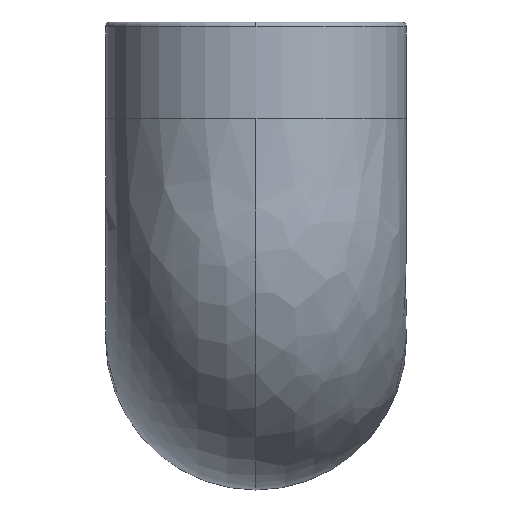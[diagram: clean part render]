
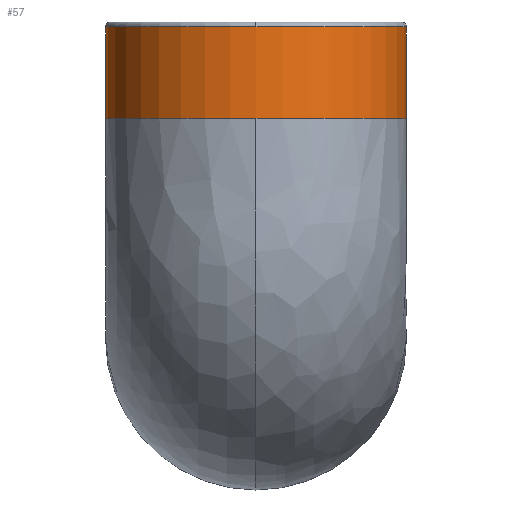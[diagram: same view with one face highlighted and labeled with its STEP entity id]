
A CAD part, top view. The second image highlights one B-rep face of the part: STEP entity #57.
In plain terms, the highlighted cylindrical face has radius 16 mm (diameter 32 mm), a partial arc.
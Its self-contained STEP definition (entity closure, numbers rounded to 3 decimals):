
#57=ADVANCED_FACE('',(#124),#125,.T.);
#124=FACE_OUTER_BOUND('',#655,.T.);
#125=CYLINDRICAL_SURFACE('',#656,16.0);
#655=EDGE_LOOP('',(#1200,#1201,#1202,#1203,#1204,#1205));
#656=AXIS2_PLACEMENT_3D('',#1206,#1207,#1208);
#1200=ORIENTED_EDGE('',*,*,#1367,.F.);
#1201=ORIENTED_EDGE('',*,*,#1368,.T.);
#1202=ORIENTED_EDGE('',*,*,#1342,.T.);
#1203=ORIENTED_EDGE('',*,*,#1369,.F.);
#1204=ORIENTED_EDGE('',*,*,#1370,.F.);
#1205=ORIENTED_EDGE('',*,*,#1371,.F.);
#1206=CARTESIAN_POINT('',(0.,33.7,33.7));
#1207=DIRECTION('',(0.,-1.0,0.));
#1208=DIRECTION('',(-1.0,0.,0.));
#1342=EDGE_CURVE('',#1420,#1418,#1421,.T.);
#1367=EDGE_CURVE('',#1463,#1464,#1465,.T.);
#1368=EDGE_CURVE('',#1463,#1420,#1466,.T.);
#1369=EDGE_CURVE('',#1467,#1418,#1468,.T.);
#1370=EDGE_CURVE('',#1469,#1467,#1470,.T.);
#1371=EDGE_CURVE('',#1464,#1469,#1471,.T.);
#1418=VERTEX_POINT('',#1536);
#1420=VERTEX_POINT('',#1538);
#1421=CIRCLE('',#1539,16.0);
#1463=VERTEX_POINT('',#1654);
#1464=VERTEX_POINT('',#1655);
#1465=LINE('',#1656,#1657);
#1466=CIRCLE('',#1658,16.0);
#1467=VERTEX_POINT('',#1659);
#1468=LINE('',#1660,#1661);
#1469=VERTEX_POINT('',#1662);
#1470=CIRCLE('',#1663,16.0);
#1471=CIRCLE('',#1664,16.0);
#1536=CARTESIAN_POINT('',(16.0,23.45,33.7));
#1538=CARTESIAN_POINT('',(0.,23.45,49.7));
#1539=AXIS2_PLACEMENT_3D('',#1771,#1772,#1773);
#1654=CARTESIAN_POINT('',(-16.0,23.45,33.7));
#1655=CARTESIAN_POINT('',(-16.0,33.2,33.7));
#1656=CARTESIAN_POINT('',(-16.0,28.325,33.7));
#1657=VECTOR('',#1804,1.0);
#1658=AXIS2_PLACEMENT_3D('',#1805,#1806,#1807);
#1659=CARTESIAN_POINT('',(16.0,33.2,33.7));
#1660=CARTESIAN_POINT('',(16.0,28.325,33.7));
#1661=VECTOR('',#1808,1.0);
#1662=CARTESIAN_POINT('',(0.,33.2,49.7));
#1663=AXIS2_PLACEMENT_3D('',#1809,#1810,#1811);
#1664=AXIS2_PLACEMENT_3D('',#1812,#1813,#1814);
#1771=CARTESIAN_POINT('',(0.,23.45,33.7));
#1772=DIRECTION('',(0.,1.0,0.));
#1773=DIRECTION('',(-1.0,0.,0.));
#1804=DIRECTION('',(0.,1.0,0.));
#1805=CARTESIAN_POINT('',(0.,23.45,33.7));
#1806=DIRECTION('',(0.,1.0,0.));
#1807=DIRECTION('',(-1.0,0.,0.));
#1808=DIRECTION('',(0.,-1.0,0.));
#1809=CARTESIAN_POINT('',(0.,33.2,33.7));
#1810=DIRECTION('',(0.,1.0,0.));
#1811=DIRECTION('',(-1.0,0.,0.));
#1812=CARTESIAN_POINT('',(0.,33.2,33.7));
#1813=DIRECTION('',(0.,1.0,0.));
#1814=DIRECTION('',(-1.0,0.,0.));
